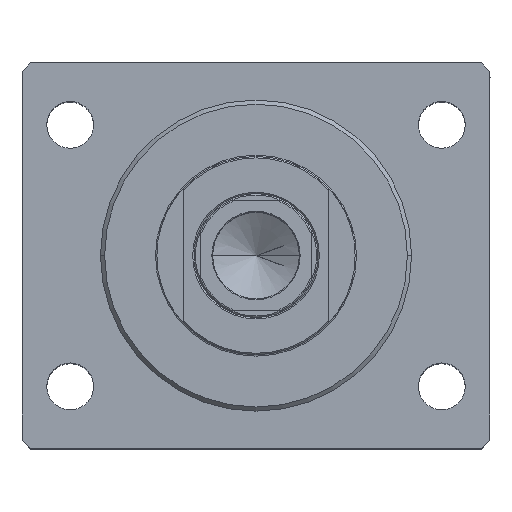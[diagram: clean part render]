
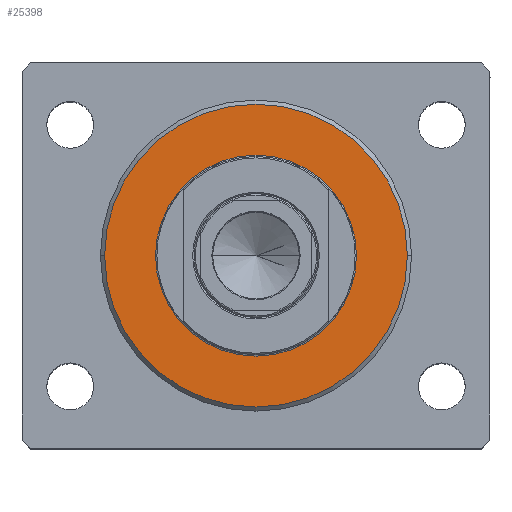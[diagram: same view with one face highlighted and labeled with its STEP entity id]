
A CAD part, top view. The second image highlights one B-rep face of the part: STEP entity #25398.
In plain terms, the highlighted face is planar.
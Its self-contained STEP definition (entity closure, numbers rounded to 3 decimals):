
#2016 = PLANE ( 'NONE',  #2351 ) ;
#2351 = AXIS2_PLACEMENT_3D ( 'NONE', #2461, #26357, #26144 ) ;
#2461 = CARTESIAN_POINT ( 'NONE',  ( 0., 0., 0. ) ) ;
#3115 = DIRECTION ( 'NONE',  ( 1., 0., 0. ) ) ;
#3818 = CARTESIAN_POINT ( 'NONE',  ( -36.5, 0., 0. ) ) ;
#5368 = VERTEX_POINT ( 'NONE', #3818 ) ;
#5626 = VERTEX_POINT ( 'NONE', #13489 ) ;
#7587 = EDGE_CURVE ( 'NONE', #17759, #5626, #14261, .T. ) ;
#8321 = DIRECTION ( 'NONE',  ( 0., 0., 1. ) ) ;
#10053 = CIRCLE ( 'NONE', #28005, 36.5 ) ;
#12621 = DIRECTION ( 'NONE',  ( 0., 0., 1. ) ) ;
#13489 = CARTESIAN_POINT ( 'NONE',  ( 55., 0., 0. ) ) ;
#13510 = ORIENTED_EDGE ( 'NONE', *, *, #24684, .T. ) ;
#13670 = DIRECTION ( 'NONE',  ( 0., 0., -1. ) ) ;
#14261 = CIRCLE ( 'NONE', #30827, 55. ) ;
#17759 = VERTEX_POINT ( 'NONE', #17826 ) ;
#17826 = CARTESIAN_POINT ( 'NONE',  ( -55., 0., 0. ) ) ;
#18455 = CIRCLE ( 'NONE', #29268, 36.5 ) ;
#20255 = DIRECTION ( 'NONE',  ( 1., 0., 0. ) ) ;
#20737 = VERTEX_POINT ( 'NONE', #26122 ) ;
#22932 = DIRECTION ( 'NONE',  ( 1., 0., 0. ) ) ;
#23651 = CARTESIAN_POINT ( 'NONE',  ( 0., 0., 0. ) ) ;
#23660 = FACE_OUTER_BOUND ( 'NONE', #44277, .T. ) ;
#24684 = EDGE_CURVE ( 'NONE', #5626, #17759, #43344, .T. ) ;
#25398 = ADVANCED_FACE ( 'NONE', ( #27021, #23660 ), #2016, .F. ) ;
#26122 = CARTESIAN_POINT ( 'NONE',  ( 36.5, 0., 0. ) ) ;
#26144 = DIRECTION ( 'NONE',  ( 1., 0., 0. ) ) ;
#26357 = DIRECTION ( 'NONE',  ( 0., 0., 1. ) ) ;
#27021 = FACE_BOUND ( 'NONE', #39436, .T. ) ;
#28005 = AXIS2_PLACEMENT_3D ( 'NONE', #40552, #12621, #3115 ) ;
#28180 = ORIENTED_EDGE ( 'NONE', *, *, #7587, .T. ) ;
#29268 = AXIS2_PLACEMENT_3D ( 'NONE', #35362, #8321, #38738 ) ;
#30827 = AXIS2_PLACEMENT_3D ( 'NONE', #44530, #13670, #22932 ) ;
#33273 = AXIS2_PLACEMENT_3D ( 'NONE', #23651, #37380, #20255 ) ;
#35362 = CARTESIAN_POINT ( 'NONE',  ( 0., 0., 0. ) ) ;
#37380 = DIRECTION ( 'NONE',  ( 0., 0., -1. ) ) ;
#37980 = ORIENTED_EDGE ( 'NONE', *, *, #44093, .T. ) ;
#38738 = DIRECTION ( 'NONE',  ( 1., 0., 0. ) ) ;
#38770 = EDGE_CURVE ( 'NONE', #20737, #5368, #10053, .T. ) ;
#39173 = ORIENTED_EDGE ( 'NONE', *, *, #38770, .T. ) ;
#39436 = EDGE_LOOP ( 'NONE', ( #39173, #37980 ) ) ;
#40552 = CARTESIAN_POINT ( 'NONE',  ( 0., 0., 0. ) ) ;
#43344 = CIRCLE ( 'NONE', #33273, 55. ) ;
#44093 = EDGE_CURVE ( 'NONE', #5368, #20737, #18455, .T. ) ;
#44277 = EDGE_LOOP ( 'NONE', ( #13510, #28180 ) ) ;
#44530 = CARTESIAN_POINT ( 'NONE',  ( 0., 0., 0. ) ) ;
